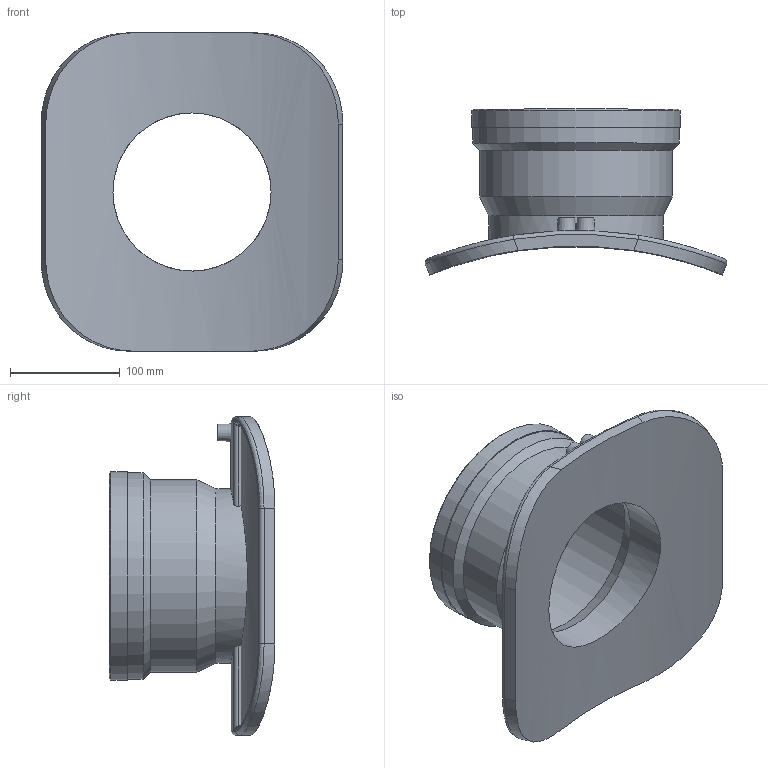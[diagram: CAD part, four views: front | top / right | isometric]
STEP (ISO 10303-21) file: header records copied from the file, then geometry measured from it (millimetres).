
FILE_DESCRIPTION(/* description */ ('PLASSON WASTEWATER SADDLE 560-710X160 PVC/PP ADAPTOR INLET'),/* implementation_level */ '2;1');
FILE_NAME(/* name */ '4758V4710160.ipt.stp',/* time_stamp */ '2017-11-06T09:10:27+02:00',/* author */ ('Кирилл'),/* organization */ (''),/* preprocessor_version */ 'ST-DEVELOPER v15.6',/* originating_system */ 'Autodesk Inventor 2015',/* authorisation */ '');
FILE_SCHEMA (('AUTOMOTIVE_DESIGN { 1 0 10303 214 3 1 1 }'));
Length unit declared in the file: millimetre
Products named in the file (1): 4758V4710160
Bounding box: 274.83 x 150.93 x 290 mm (x, y, z)
Volume: 1198782.6 mm3; surface area: 274533.6 mm2
Topology: 1 solids, 1 shells, 81 faces, 183 edges, 113 vertices
Faces by surface type: cylinder 36, plane 19, cone 12, bspline 8, torus 6
Full cylindrical faces by diameter (mm): 4 x2, 10 x2, 144 x1, 159 x1, 160 x3, 175 x1, 188.1 x1, 190 x1
Entity records: 3147 total; most frequent: CARTESIAN_POINT 1492, DIRECTION 322, ORIENTED_EDGE 310, EDGE_CURVE 155, AXIS2_PLACEMENT_3D 140, EDGE_LOOP 116, VERTEX_POINT 109, FACE_OUTER_BOUND 81
